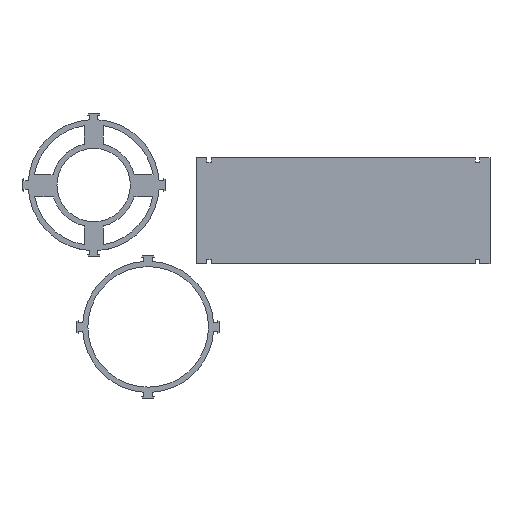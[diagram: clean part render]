
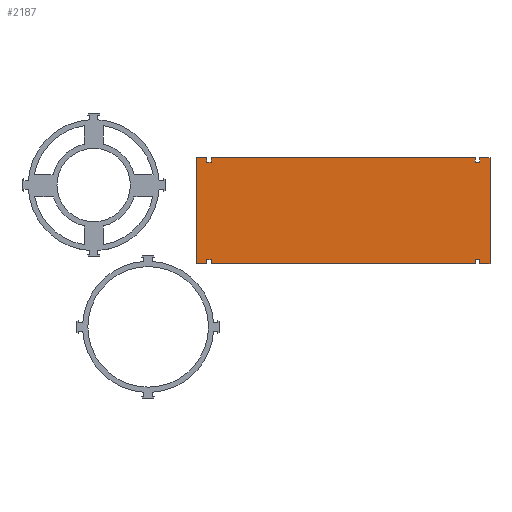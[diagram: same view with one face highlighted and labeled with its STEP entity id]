
A CAD part, top view. The second image highlights one B-rep face of the part: STEP entity #2187.
In plain terms, the highlighted planar face has unit normal (0, 0, 1).
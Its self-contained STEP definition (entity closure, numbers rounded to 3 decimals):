
#135=PLANE('',#2372);
#243=FACE_OUTER_BOUND('',#363,.T.);
#363=EDGE_LOOP('',(#2023,#2024,#2025,#2026,#2027,#2028,#2029,#2030,#2031,
#2032,#2033,#2034,#2035,#2036,#2037,#2038,#2039,#2040,#2041,#2042));
#577=LINE('',#3456,#847);
#580=LINE('',#3462,#850);
#583=LINE('',#3468,#853);
#586=LINE('',#3474,#856);
#589=LINE('',#3480,#859);
#592=LINE('',#3486,#862);
#595=LINE('',#3492,#865);
#598=LINE('',#3498,#868);
#601=LINE('',#3504,#871);
#604=LINE('',#3510,#874);
#607=LINE('',#3516,#877);
#610=LINE('',#3522,#880);
#613=LINE('',#3528,#883);
#616=LINE('',#3534,#886);
#619=LINE('',#3540,#889);
#622=LINE('',#3546,#892);
#625=LINE('',#3552,#895);
#628=LINE('',#3558,#898);
#631=LINE('',#3564,#901);
#634=LINE('',#3568,#904);
#847=VECTOR('',#2843,10.);
#850=VECTOR('',#2848,10.);
#853=VECTOR('',#2853,10.);
#856=VECTOR('',#2858,10.);
#859=VECTOR('',#2863,10.);
#862=VECTOR('',#2868,10.);
#865=VECTOR('',#2873,10.);
#868=VECTOR('',#2878,10.);
#871=VECTOR('',#2883,10.);
#874=VECTOR('',#2888,10.);
#877=VECTOR('',#2893,10.);
#880=VECTOR('',#2898,10.);
#883=VECTOR('',#2903,10.);
#886=VECTOR('',#2908,10.);
#889=VECTOR('',#2913,10.);
#892=VECTOR('',#2918,10.);
#895=VECTOR('',#2923,10.);
#898=VECTOR('',#2928,10.);
#901=VECTOR('',#2933,10.);
#904=VECTOR('',#2938,10.);
#1107=VERTEX_POINT('',#3453);
#1108=VERTEX_POINT('',#3455);
#1110=VERTEX_POINT('',#3461);
#1112=VERTEX_POINT('',#3467);
#1114=VERTEX_POINT('',#3473);
#1116=VERTEX_POINT('',#3479);
#1118=VERTEX_POINT('',#3485);
#1120=VERTEX_POINT('',#3491);
#1122=VERTEX_POINT('',#3497);
#1124=VERTEX_POINT('',#3503);
#1126=VERTEX_POINT('',#3509);
#1128=VERTEX_POINT('',#3515);
#1130=VERTEX_POINT('',#3521);
#1132=VERTEX_POINT('',#3527);
#1134=VERTEX_POINT('',#3533);
#1136=VERTEX_POINT('',#3539);
#1138=VERTEX_POINT('',#3545);
#1140=VERTEX_POINT('',#3551);
#1142=VERTEX_POINT('',#3557);
#1144=VERTEX_POINT('',#3563);
#1393=EDGE_CURVE('',#1108,#1107,#577,.T.);
#1396=EDGE_CURVE('',#1110,#1108,#580,.T.);
#1399=EDGE_CURVE('',#1112,#1110,#583,.T.);
#1402=EDGE_CURVE('',#1114,#1112,#586,.T.);
#1405=EDGE_CURVE('',#1116,#1114,#589,.T.);
#1408=EDGE_CURVE('',#1118,#1116,#592,.T.);
#1411=EDGE_CURVE('',#1120,#1118,#595,.T.);
#1414=EDGE_CURVE('',#1122,#1120,#598,.T.);
#1417=EDGE_CURVE('',#1124,#1122,#601,.T.);
#1420=EDGE_CURVE('',#1126,#1124,#604,.T.);
#1423=EDGE_CURVE('',#1128,#1126,#607,.T.);
#1426=EDGE_CURVE('',#1130,#1128,#610,.T.);
#1429=EDGE_CURVE('',#1132,#1130,#613,.T.);
#1432=EDGE_CURVE('',#1134,#1132,#616,.T.);
#1435=EDGE_CURVE('',#1136,#1134,#619,.T.);
#1438=EDGE_CURVE('',#1138,#1136,#622,.T.);
#1441=EDGE_CURVE('',#1140,#1138,#625,.T.);
#1444=EDGE_CURVE('',#1142,#1140,#628,.T.);
#1447=EDGE_CURVE('',#1144,#1142,#631,.T.);
#1450=EDGE_CURVE('',#1107,#1144,#634,.T.);
#2023=ORIENTED_EDGE('',*,*,#1450,.T.);
#2024=ORIENTED_EDGE('',*,*,#1447,.T.);
#2025=ORIENTED_EDGE('',*,*,#1444,.T.);
#2026=ORIENTED_EDGE('',*,*,#1441,.T.);
#2027=ORIENTED_EDGE('',*,*,#1438,.T.);
#2028=ORIENTED_EDGE('',*,*,#1435,.T.);
#2029=ORIENTED_EDGE('',*,*,#1432,.T.);
#2030=ORIENTED_EDGE('',*,*,#1429,.T.);
#2031=ORIENTED_EDGE('',*,*,#1426,.T.);
#2032=ORIENTED_EDGE('',*,*,#1423,.T.);
#2033=ORIENTED_EDGE('',*,*,#1420,.T.);
#2034=ORIENTED_EDGE('',*,*,#1417,.T.);
#2035=ORIENTED_EDGE('',*,*,#1414,.T.);
#2036=ORIENTED_EDGE('',*,*,#1411,.T.);
#2037=ORIENTED_EDGE('',*,*,#1408,.T.);
#2038=ORIENTED_EDGE('',*,*,#1405,.T.);
#2039=ORIENTED_EDGE('',*,*,#1402,.T.);
#2040=ORIENTED_EDGE('',*,*,#1399,.T.);
#2041=ORIENTED_EDGE('',*,*,#1396,.T.);
#2042=ORIENTED_EDGE('',*,*,#1393,.T.);
#2187=ADVANCED_FACE('',(#243),#135,.T.);
#2372=AXIS2_PLACEMENT_3D('',#3569,#2939,#2940);
#2843=DIRECTION('',(1.,0.,0.));
#2848=DIRECTION('',(0.,-1.,0.));
#2853=DIRECTION('',(1.,0.,0.));
#2858=DIRECTION('',(0.,1.,0.));
#2863=DIRECTION('',(1.,0.,0.));
#2868=DIRECTION('',(0.,-1.,0.));
#2873=DIRECTION('',(1.,0.,0.));
#2878=DIRECTION('',(0.,1.,0.));
#2883=DIRECTION('',(1.,0.,0.));
#2888=DIRECTION('',(0.,-1.,0.));
#2893=DIRECTION('',(-1.,0.,0.));
#2898=DIRECTION('',(0.,1.,0.));
#2903=DIRECTION('',(-1.,0.,0.));
#2908=DIRECTION('',(0.,-1.,0.));
#2913=DIRECTION('',(-1.,0.,0.));
#2918=DIRECTION('',(0.,1.,0.));
#2923=DIRECTION('',(-1.,0.,0.));
#2928=DIRECTION('',(0.,-1.,0.));
#2933=DIRECTION('',(-1.,0.,0.));
#2938=DIRECTION('',(0.,1.,0.));
#2939=DIRECTION('center_axis',(0.,0.,1.));
#2940=DIRECTION('ref_axis',(1.,0.,0.));
#3453=CARTESIAN_POINT('',(326.,60.,12.));
#3455=CARTESIAN_POINT('',(316.,60.,12.));
#3456=CARTESIAN_POINT('',(46.,60.,12.));
#3461=CARTESIAN_POINT('',(316.,64.,12.));
#3462=CARTESIAN_POINT('',(316.,60.,12.));
#3467=CARTESIAN_POINT('',(312.,64.,12.));
#3468=CARTESIAN_POINT('',(316.,64.,12.));
#3473=CARTESIAN_POINT('',(312.,60.,12.));
#3474=CARTESIAN_POINT('',(312.,64.,12.));
#3479=CARTESIAN_POINT('',(60.,60.,12.));
#3480=CARTESIAN_POINT('',(46.,60.,12.));
#3485=CARTESIAN_POINT('',(60.,64.,12.));
#3486=CARTESIAN_POINT('',(60.,64.,12.));
#3491=CARTESIAN_POINT('',(56.,64.,12.));
#3492=CARTESIAN_POINT('',(56.,64.,12.));
#3497=CARTESIAN_POINT('',(56.,60.,12.));
#3498=CARTESIAN_POINT('',(56.,60.,12.));
#3503=CARTESIAN_POINT('',(46.,60.,12.));
#3504=CARTESIAN_POINT('',(46.,60.,12.));
#3509=CARTESIAN_POINT('',(46.,161.175,12.));
#3510=CARTESIAN_POINT('',(46.,60.,12.));
#3515=CARTESIAN_POINT('',(56.,161.175,12.));
#3516=CARTESIAN_POINT('',(326.,161.175,12.));
#3521=CARTESIAN_POINT('',(56.,157.175,12.));
#3522=CARTESIAN_POINT('',(56.,161.175,12.));
#3527=CARTESIAN_POINT('',(60.,157.175,12.));
#3528=CARTESIAN_POINT('',(56.,157.175,12.));
#3533=CARTESIAN_POINT('',(60.,161.175,12.));
#3534=CARTESIAN_POINT('',(60.,157.175,12.));
#3539=CARTESIAN_POINT('',(312.,161.175,12.));
#3540=CARTESIAN_POINT('',(326.,161.175,12.));
#3545=CARTESIAN_POINT('',(312.,157.175,12.));
#3546=CARTESIAN_POINT('',(312.,157.175,12.));
#3551=CARTESIAN_POINT('',(316.,157.175,12.));
#3552=CARTESIAN_POINT('',(316.,157.175,12.));
#3557=CARTESIAN_POINT('',(316.,161.175,12.));
#3558=CARTESIAN_POINT('',(316.,161.175,12.));
#3563=CARTESIAN_POINT('',(326.,161.175,12.));
#3564=CARTESIAN_POINT('',(326.,161.175,12.));
#3568=CARTESIAN_POINT('',(326.,63.874,12.));
#3569=CARTESIAN_POINT('Origin',(186.,110.588,12.));
